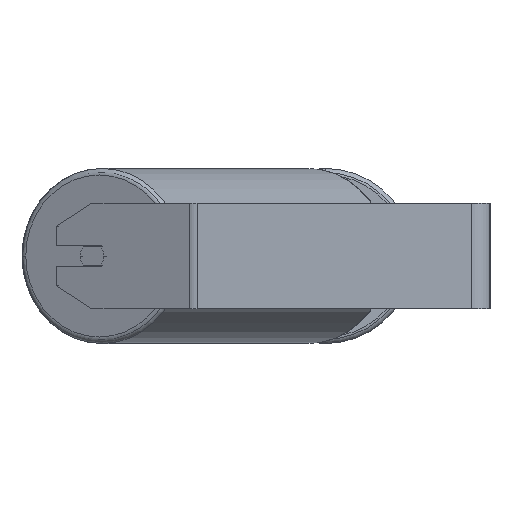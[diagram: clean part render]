
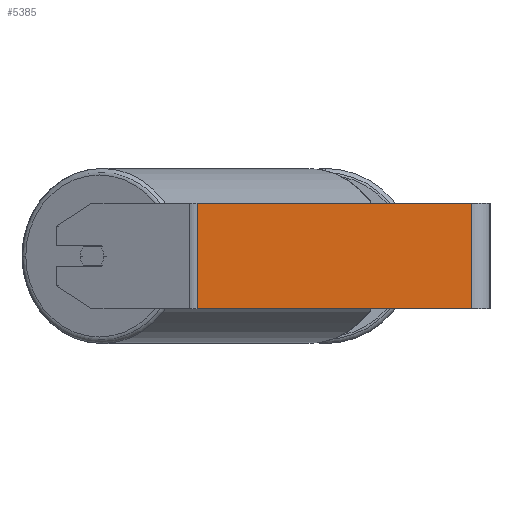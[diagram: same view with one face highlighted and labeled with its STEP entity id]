
A CAD part, left-side view. The second image highlights one B-rep face of the part: STEP entity #5385.
In plain terms, the highlighted planar face has unit normal (-1, 0, 0).
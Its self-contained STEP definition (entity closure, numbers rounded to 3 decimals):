
#319 = CARTESIAN_POINT ( 'NONE',  ( -620., 14., 40. ) ) ;
#389 = VECTOR ( 'NONE', #8584, 1000. ) ;
#490 = EDGE_CURVE ( 'NONE', #8224, #2356, #1079, .T. ) ;
#663 = ORIENTED_EDGE ( 'NONE', *, *, #5670, .F. ) ;
#965 = VECTOR ( 'NONE', #5483, 1000. ) ;
#1045 = VECTOR ( 'NONE', #3683, 1000. ) ;
#1079 = LINE ( 'NONE', #8413, #1045 ) ;
#1424 = CARTESIAN_POINT ( 'NONE',  ( -620., 222.358, 40. ) ) ;
#1531 = ORIENTED_EDGE ( 'NONE', *, *, #490, .T. ) ;
#1699 = DIRECTION ( 'NONE',  ( 1., 0., 0. ) ) ;
#1865 = CARTESIAN_POINT ( 'NONE',  ( -620., 225.461, -40. ) ) ;
#1941 = AXIS2_PLACEMENT_3D ( 'NONE', #5139, #1699, #2389 ) ;
#2356 = VERTEX_POINT ( 'NONE', #6232 ) ;
#2389 = DIRECTION ( 'NONE',  ( 0., 0., -1. ) ) ;
#2613 = LINE ( 'NONE', #7354, #5329 ) ;
#2746 = DIRECTION ( 'NONE',  ( 0., 0., -1. ) ) ;
#3683 = DIRECTION ( 'NONE',  ( 0., 0., -1. ) ) ;
#4432 = EDGE_LOOP ( 'NONE', ( #8539, #6892, #663, #1531 ) ) ;
#4915 = LINE ( 'NONE', #7557, #965 ) ;
#5139 = CARTESIAN_POINT ( 'NONE',  ( -620., 225.461, 40. ) ) ;
#5168 = EDGE_CURVE ( 'NONE', #7718, #5415, #2613, .T. ) ;
#5187 = CARTESIAN_POINT ( 'NONE',  ( -620., 14., -40. ) ) ;
#5229 = LINE ( 'NONE', #1865, #389 ) ;
#5329 = VECTOR ( 'NONE', #2746, 1000. ) ;
#5385 = ADVANCED_FACE ( 'NONE', ( #8495 ), #5675, .F. ) ;
#5415 = VERTEX_POINT ( 'NONE', #5187 ) ;
#5483 = DIRECTION ( 'NONE',  ( 0., -1., 0. ) ) ;
#5508 = EDGE_CURVE ( 'NONE', #2356, #5415, #5229, .T. ) ;
#5670 = EDGE_CURVE ( 'NONE', #8224, #7718, #4915, .T. ) ;
#5675 = PLANE ( 'NONE',  #1941 ) ;
#6232 = CARTESIAN_POINT ( 'NONE',  ( -620., 222.358, -40. ) ) ;
#6892 = ORIENTED_EDGE ( 'NONE', *, *, #5168, .F. ) ;
#7354 = CARTESIAN_POINT ( 'NONE',  ( -620., 14., 40. ) ) ;
#7557 = CARTESIAN_POINT ( 'NONE',  ( -620., 225.461, 40. ) ) ;
#7718 = VERTEX_POINT ( 'NONE', #319 ) ;
#8224 = VERTEX_POINT ( 'NONE', #1424 ) ;
#8413 = CARTESIAN_POINT ( 'NONE',  ( -620., 222.358, 40. ) ) ;
#8495 = FACE_OUTER_BOUND ( 'NONE', #4432, .T. ) ;
#8539 = ORIENTED_EDGE ( 'NONE', *, *, #5508, .T. ) ;
#8584 = DIRECTION ( 'NONE',  ( 0., -1., 0. ) ) ;
